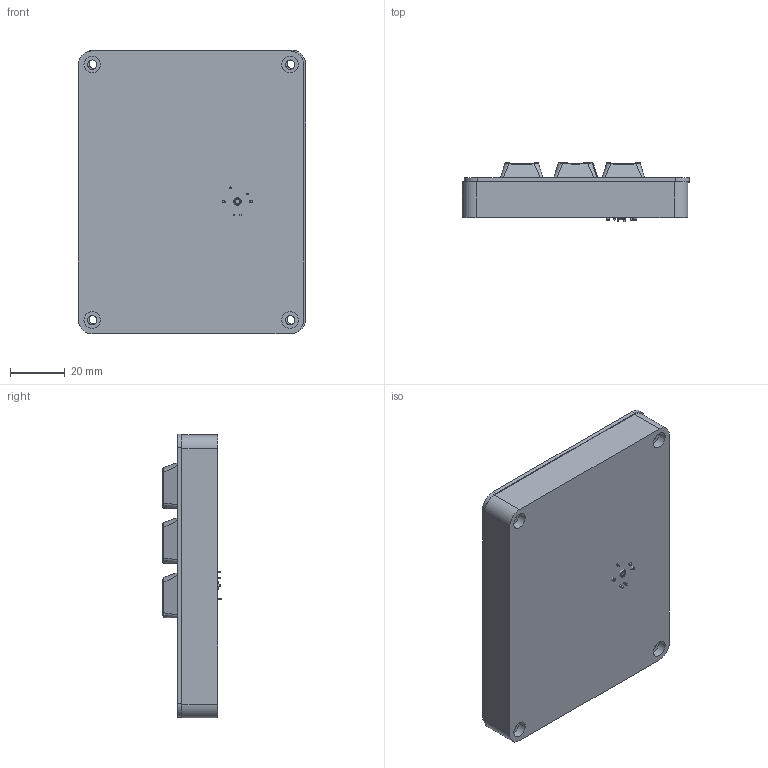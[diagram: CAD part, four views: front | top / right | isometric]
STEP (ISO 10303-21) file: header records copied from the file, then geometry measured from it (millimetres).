
FILE_DESCRIPTION(/* description */ (''),/* implementation_level */ '2;1');
FILE_NAME(/* name */ 'full case v2.step',/* time_stamp */ '2025-08-01T00:01:41-07:00',/* author */ (''),/* organization */ (''),/* preprocessor_version */ 'ST-DEVELOPER v20.1',/* originating_system */ 'Autodesk Translation Framework v14.10.0.0',/* authorisation */ '');
FILE_SCHEMA (('AUTOMOTIVE_DESIGN { 1 0 10303 214 3 1 1 }','TECHNICAL_DATA_PACKAGING','AP242_MANAGED_MODEL_BASED_3D_ENGINEERING_MIM_LF { 1 0 10303 442 3 1 4 }'));
Products named in the file (11): full case; bottom case; macropad; top case final; r1_100; MX °´¼ü_¨¹_¡§1; MX Öá °´¼ü¡ä_¨¹
___¡§1; MX Öá ÖáÌå¨¢¨¬
_¡§¡é¡§__; MXÖá ÎÞÃ±LEDLEDLED; MXÖá ÖáÌå µ×²¿ ¦Ì¡
Á2__Ä¬ÈÏ_¨¢2____¨¨_; Õë½Å___Ä¬ÈÏ__¨¨
_
Assembly tree (19 placements, depth 3):
  full case
    bottom case
      macropad
    top case final
    r1_100  x10
    MX °´¼ü_¨¹_¡§1
      MX Öá °´¼ü¡ä_¨¹
___¡§1
      MX Öá ÖáÌå¨¢¨¬
_¡§¡é¡§__
      MXÖá ÎÞÃ±LEDLEDLED
      MXÖá ÖáÌå µ×²¿ ¦Ì¡
Á2__Ä¬ÈÏ_¨¢2____¨¨_
      Õë½Å___Ä¬ÈÏ__¨¨
_
Bounding box: 82.64 x 21.63 x 103.22 mm (x, y, z)
Volume: 76665.2 mm3; surface area: 58524.2 mm2
Topology: 22 solids, 22 shells, 2498 faces, 6180 edges, 3675 vertices
Faces by surface type: plane 956, cylinder 780, bspline 445, torus 200, sphere 112, cone 5
Full cylindrical faces by diameter (mm): 0.8 x2, 1.6 x4, 2 x1, 2.6 x1, 3 x1, 3.4 x8, 3.8 x1, 4.8 x1, 6 x14, 6.6 x1
Entity records: 65589 total; most frequent: CARTESIAN_POINT 18590, ORIENTED_EDGE 10000, DIRECTION 9399, EDGE_CURVE 5000, AXIS2_PLACEMENT_3D 3366, VERTEX_POINT 3018, LINE 2667, VECTOR 2667
